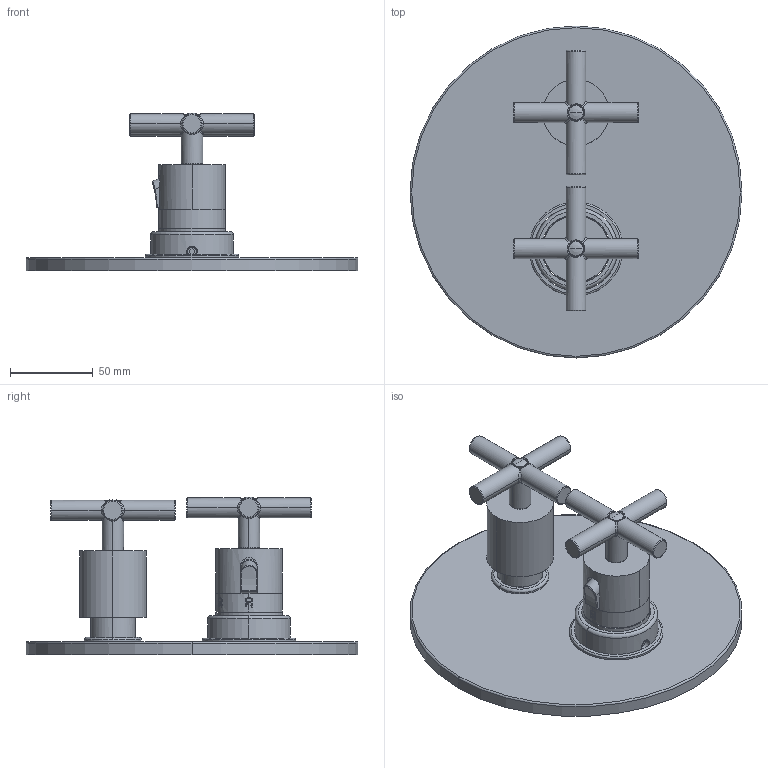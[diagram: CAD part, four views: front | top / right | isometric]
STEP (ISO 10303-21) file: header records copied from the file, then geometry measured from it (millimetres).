
FILE_DESCRIPTION((''),'2;1');
FILE_NAME('QTV018CR','2021-11-09T10:14:28',('ut3'),('PAFFONI SpA'),'CREO PARAMETRIC BY PTC INC, 2020044','CREO PARAMETRIC BY PTC INC, 2020044','');
FILE_SCHEMA(('CONFIG_CONTROL_DESIGN','SHAPE_APPEARANCE_LAYERS_GROUPS'));
Products named in the file (1): QTV018CR
Bounding box: 200 x 200 x 95.06 mm (x, y, z)
Volume: 259293.6 mm3; surface area: 152400.9 mm2
Topology: 5 solids, 5 shells, 1690 faces, 4601 edges, 2896 vertices
Faces by surface type: plane 1097, cylinder 295, cone 162, torus 60, bspline 58, sphere 18
Entity records: 71918 total; most frequent: CARTESIAN_POINT 18753, ORIENTED_EDGE 9186, DIRECTION 7858, EDGE_CURVE 4593, VERTEX_POINT 2896, AXIS2_PLACEMENT_3D 2690, VECTOR 2478, LINE 2478
